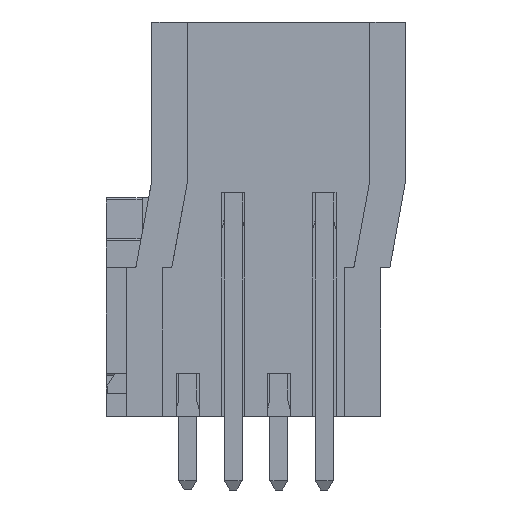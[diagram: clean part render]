
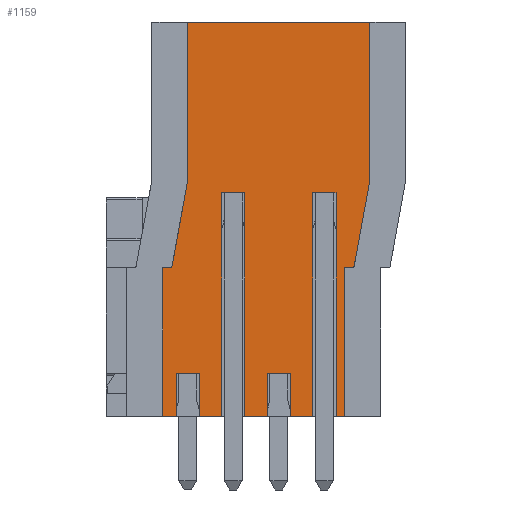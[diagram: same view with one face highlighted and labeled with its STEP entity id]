
A CAD part, left-side view. The second image highlights one B-rep face of the part: STEP entity #1159.
In plain terms, the highlighted planar face has unit normal (-1, 0, 0).
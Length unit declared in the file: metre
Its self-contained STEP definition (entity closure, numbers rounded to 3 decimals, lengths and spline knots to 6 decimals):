
#1159=ADVANCED_FACE('',(#2374),#2375,.F.);
#2374=FACE_OUTER_BOUND('',#3649,.T.);
#2375=PLANE('',#3650);
#3649=EDGE_LOOP('',(#7164,#7165,#7166,#7167,#7168,#7169,#7170,#7171,#7172,#7173,#7174,#7175,#7176,#7177,#7178,#7179,#7180,#7181,#7182,#7183,#7184,#7185,#7186,#7187,#7188,#7189));
#3650=AXIS2_PLACEMENT_3D('',#7190,#7191,#7192);
#7164=ORIENTED_EDGE('',*,*,#9102,.F.);
#7165=ORIENTED_EDGE('',*,*,#8988,.F.);
#7166=ORIENTED_EDGE('',*,*,#7987,.T.);
#7167=ORIENTED_EDGE('',*,*,#9160,.T.);
#7168=ORIENTED_EDGE('',*,*,#8923,.T.);
#7169=ORIENTED_EDGE('',*,*,#9068,.T.);
#7170=ORIENTED_EDGE('',*,*,#8883,.T.);
#7171=ORIENTED_EDGE('',*,*,#9098,.T.);
#7172=ORIENTED_EDGE('',*,*,#7941,.T.);
#7173=ORIENTED_EDGE('',*,*,#9067,.T.);
#7174=ORIENTED_EDGE('',*,*,#9172,.F.);
#7175=ORIENTED_EDGE('',*,*,#8931,.F.);
#7176=ORIENTED_EDGE('',*,*,#9206,.F.);
#7177=ORIENTED_EDGE('',*,*,#9063,.T.);
#7178=ORIENTED_EDGE('',*,*,#8421,.T.);
#7179=ORIENTED_EDGE('',*,*,#8055,.T.);
#7180=ORIENTED_EDGE('',*,*,#9018,.T.);
#7181=ORIENTED_EDGE('',*,*,#9061,.T.);
#7182=ORIENTED_EDGE('',*,*,#9123,.F.);
#7183=ORIENTED_EDGE('',*,*,#9219,.F.);
#7184=ORIENTED_EDGE('',*,*,#8726,.F.);
#7185=ORIENTED_EDGE('',*,*,#9058,.T.);
#7186=ORIENTED_EDGE('',*,*,#9176,.F.);
#7187=ORIENTED_EDGE('',*,*,#8966,.T.);
#7188=ORIENTED_EDGE('',*,*,#9076,.F.);
#7189=ORIENTED_EDGE('',*,*,#9220,.T.);
#7190=CARTESIAN_POINT('',(0.,0.02032,0.));
#7191=DIRECTION('',(1.0,0.,0.));
#7192=DIRECTION('',(0.,0.,1.0));
#7941=EDGE_CURVE('',#9633,#9631,#9634,.T.);
#7987=EDGE_CURVE('',#9713,#9714,#9715,.T.);
#8055=EDGE_CURVE('',#9831,#9832,#9833,.T.);
#8421=EDGE_CURVE('',#10420,#9831,#10427,.T.);
#8726=EDGE_CURVE('',#10861,#10864,#10865,.T.);
#8883=EDGE_CURVE('',#11073,#11071,#11074,.T.);
#8923=EDGE_CURVE('',#11128,#11126,#11129,.T.);
#8931=EDGE_CURVE('',#11141,#11142,#11143,.T.);
#8966=EDGE_CURVE('',#11186,#11190,#11192,.T.);
#8988=EDGE_CURVE('',#9713,#11220,#11221,.T.);
#9018=EDGE_CURVE('',#9832,#11258,#11260,.T.);
#9058=EDGE_CURVE('',#10861,#11307,#11309,.T.);
#9061=EDGE_CURVE('',#11258,#11312,#11314,.T.);
#9063=EDGE_CURVE('',#11316,#10420,#11317,.T.);
#9067=EDGE_CURVE('',#9631,#11322,#11324,.T.);
#9068=EDGE_CURVE('',#11126,#11073,#11325,.T.);
#9076=EDGE_CURVE('',#11333,#11190,#11335,.T.);
#9098=EDGE_CURVE('',#11071,#9633,#11363,.T.);
#9102=EDGE_CURVE('',#11220,#11367,#11368,.T.);
#9123=EDGE_CURVE('',#11393,#11312,#11395,.T.);
#9160=EDGE_CURVE('',#9714,#11128,#11439,.T.);
#9172=EDGE_CURVE('',#11142,#11322,#11451,.T.);
#9176=EDGE_CURVE('',#11186,#11307,#11455,.T.);
#9206=EDGE_CURVE('',#11316,#11141,#11485,.T.);
#9219=EDGE_CURVE('',#10864,#11393,#11499,.T.);
#9220=EDGE_CURVE('',#11333,#11367,#11500,.T.);
#9631=VERTEX_POINT('',#12078);
#9633=VERTEX_POINT('',#12081);
#9634=LINE('',#12082,#12083);
#9713=VERTEX_POINT('',#12200);
#9714=VERTEX_POINT('',#12201);
#9715=LINE('',#12202,#12203);
#9831=VERTEX_POINT('',#12370);
#9832=VERTEX_POINT('',#12371);
#9833=LINE('',#12372,#12373);
#10420=VERTEX_POINT('',#13264);
#10427=LINE('',#13275,#13276);
#10861=VERTEX_POINT('',#13935);
#10864=VERTEX_POINT('',#13939);
#10865=LINE('',#13940,#13941);
#11071=VERTEX_POINT('',#14251);
#11073=VERTEX_POINT('',#14254);
#11074=LINE('',#14255,#14256);
#11126=VERTEX_POINT('',#14331);
#11128=VERTEX_POINT('',#14334);
#11129=LINE('',#14335,#14336);
#11141=VERTEX_POINT('',#14353);
#11142=VERTEX_POINT('',#14354);
#11143=LINE('',#14355,#14356);
#11186=VERTEX_POINT('',#14421);
#11190=VERTEX_POINT('',#14427);
#11192=LINE('',#14430,#14431);
#11220=VERTEX_POINT('',#14474);
#11221=LINE('',#14475,#14476);
#11258=VERTEX_POINT('',#14533);
#11260=LINE('',#14536,#14537);
#11307=VERTEX_POINT('',#14609);
#11309=LINE('',#14612,#14613);
#11312=VERTEX_POINT('',#14617);
#11314=LINE('',#14620,#14621);
#11316=VERTEX_POINT('',#14624);
#11317=LINE('',#14625,#14626);
#11322=VERTEX_POINT('',#14633);
#11324=LINE('',#14636,#14637);
#11325=LINE('',#14638,#14639);
#11333=VERTEX_POINT('',#14651);
#11335=LINE('',#14654,#14655);
#11363=LINE('',#14697,#14698);
#11367=VERTEX_POINT('',#14703);
#11368=LINE('',#14704,#14705);
#11393=VERTEX_POINT('',#14743);
#11395=LINE('',#14746,#14747);
#11439=LINE('',#14812,#14813);
#11451=LINE('',#14831,#14832);
#11455=LINE('',#14837,#14838);
#11485=LINE('',#14879,#14880);
#11499=LINE('',#14900,#14901);
#11500=LINE('',#14902,#14903);
#12078=CARTESIAN_POINT('',(0.,0.014588,-0.022));
#12081=CARTESIAN_POINT('',(0.,0.014588,-0.0196));
#12082=CARTESIAN_POINT('',(0.,0.014588,0.));
#12083=VECTOR('',#15162,1.0);
#12200=CARTESIAN_POINT('',(0.,0.01524,-0.008828));
#12201=CARTESIAN_POINT('',(0.,0.01613,-0.0137));
#12202=CARTESIAN_POINT('',(0.,0.01613,-0.0137));
#12203=VECTOR('',#15201,1.0);
#12370=CARTESIAN_POINT('',(0.,0.010808,-0.0196));
#12371=CARTESIAN_POINT('',(0.,0.009508,-0.0196));
#12372=CARTESIAN_POINT('',(0.,0.02032,-0.0196));
#12373=VECTOR('',#15259,1.0);
#13264=CARTESIAN_POINT('',(0.,0.010808,-0.022));
#13275=CARTESIAN_POINT('',(0.,0.010808,0.));
#13276=VECTOR('',#15566,1.0);
#13935=CARTESIAN_POINT('',(0.,0.006968,-0.022));
#13939=CARTESIAN_POINT('',(0.,0.006968,-0.00952));
#13940=CARTESIAN_POINT('',(0.,0.006968,-0.0098));
#13941=VECTOR('',#15811,1.0);
#14251=CARTESIAN_POINT('',(0.,0.015888,-0.0196));
#14254=CARTESIAN_POINT('',(0.,0.015888,-0.022));
#14255=CARTESIAN_POINT('',(0.,0.015888,0.));
#14256=VECTOR('',#15932,1.0);
#14331=CARTESIAN_POINT('',(0.,0.01663,-0.022));
#14334=CARTESIAN_POINT('',(0.,0.01663,-0.0137));
#14335=CARTESIAN_POINT('',(0.,0.01663,-0.022));
#14336=VECTOR('',#15963,1.0);
#14353=CARTESIAN_POINT('',(0.,0.012048,-0.00952));
#14354=CARTESIAN_POINT('',(0.,0.013348,-0.00952));
#14355=CARTESIAN_POINT('',(0.,0.01524,-0.00952));
#14356=VECTOR('',#15969,1.0);
#14421=CARTESIAN_POINT('',(0.,0.006468,-0.0137));
#14427=CARTESIAN_POINT('',(0.,0.00597,-0.0137));
#14430=CARTESIAN_POINT('',(0.,0.02032,-0.0137));
#14431=VECTOR('',#15995,1.0);
#14474=CARTESIAN_POINT('',(0.,0.01524,0.));
#14475=CARTESIAN_POINT('',(0.,0.01524,0.));
#14476=VECTOR('',#16011,1.0);
#14533=CARTESIAN_POINT('',(0.,0.009508,-0.022));
#14536=CARTESIAN_POINT('',(0.,0.009508,0.));
#14537=VECTOR('',#16033,1.0);
#14609=CARTESIAN_POINT('',(0.,0.006468,-0.022));
#14612=CARTESIAN_POINT('',(0.,0.02032,-0.022));
#14613=VECTOR('',#16066,1.0);
#14617=CARTESIAN_POINT('',(0.,0.008268,-0.022));
#14620=CARTESIAN_POINT('',(0.,0.02032,-0.022));
#14621=VECTOR('',#16069,1.0);
#14624=CARTESIAN_POINT('',(0.,0.012048,-0.022));
#14625=CARTESIAN_POINT('',(0.,0.01524,-0.022));
#14626=VECTOR('',#16071,1.0);
#14633=CARTESIAN_POINT('',(0.,0.013348,-0.022));
#14636=CARTESIAN_POINT('',(0.,0.01524,-0.022));
#14637=VECTOR('',#16075,1.0);
#14638=CARTESIAN_POINT('',(0.,0.01524,-0.022));
#14639=VECTOR('',#16076,1.0);
#14651=CARTESIAN_POINT('',(0.,0.00508,-0.008828));
#14654=CARTESIAN_POINT('',(0.,0.004012,-0.002979));
#14655=VECTOR('',#16082,1.0);
#14697=CARTESIAN_POINT('',(0.,0.01524,-0.0196));
#14698=VECTOR('',#16097,1.0);
#14703=CARTESIAN_POINT('',(0.0,0.00508,0.0));
#14704=CARTESIAN_POINT('',(0.,0.02032,0.));
#14705=VECTOR('',#16099,1.0);
#14743=CARTESIAN_POINT('',(0.,0.008268,-0.00952));
#14746=CARTESIAN_POINT('',(0.,0.008268,-0.022));
#14747=VECTOR('',#16114,1.0);
#14812=CARTESIAN_POINT('',(0.,0.01663,-0.0137));
#14813=VECTOR('',#16142,1.0);
#14831=CARTESIAN_POINT('',(0.,0.013348,-0.022));
#14832=VECTOR('',#16149,1.0);
#14837=CARTESIAN_POINT('',(0.,0.006468,0.));
#14838=VECTOR('',#16151,1.0);
#14879=CARTESIAN_POINT('',(0.,0.012048,-0.0098));
#14880=VECTOR('',#16163,1.0);
#14900=CARTESIAN_POINT('',(0.,0.02032,-0.00952));
#14901=VECTOR('',#16170,1.0);
#14902=CARTESIAN_POINT('',(0.0,0.00508,0.0));
#14903=VECTOR('',#16171,1.0);
#15162=DIRECTION('',(0.,0.,-1.0));
#15201=DIRECTION('',(0.,0.18,-0.984));
#15259=DIRECTION('',(0.,-1.0,0.));
#15566=DIRECTION('',(0.,0.,1.0));
#15811=DIRECTION('',(0.,0.,1.0));
#15932=DIRECTION('',(0.,0.,1.0));
#15963=DIRECTION('',(0.,0.,-1.0));
#15969=DIRECTION('',(0.,1.0,0.));
#15995=DIRECTION('',(0.,-1.0,0.));
#16011=DIRECTION('',(0.,0.,1.0));
#16033=DIRECTION('',(0.,0.,-1.0));
#16066=DIRECTION('',(0.,-1.0,0.));
#16069=DIRECTION('',(0.,-1.0,0.));
#16071=DIRECTION('',(0.,-1.0,0.));
#16075=DIRECTION('',(0.,-1.0,0.));
#16076=DIRECTION('',(0.,-1.0,0.));
#16082=DIRECTION('',(0.,0.18,-0.984));
#16097=DIRECTION('',(0.,-1.0,0.));
#16099=DIRECTION('',(0.,-1.0,0.));
#16114=DIRECTION('',(0.,0.,-1.0));
#16142=DIRECTION('',(0.,1.0,0.));
#16149=DIRECTION('',(0.,0.,-1.0));
#16151=DIRECTION('',(0.,0.,-1.0));
#16163=DIRECTION('',(0.,0.,1.0));
#16170=DIRECTION('',(0.,1.0,0.));
#16171=DIRECTION('',(0.,0.,1.0));
